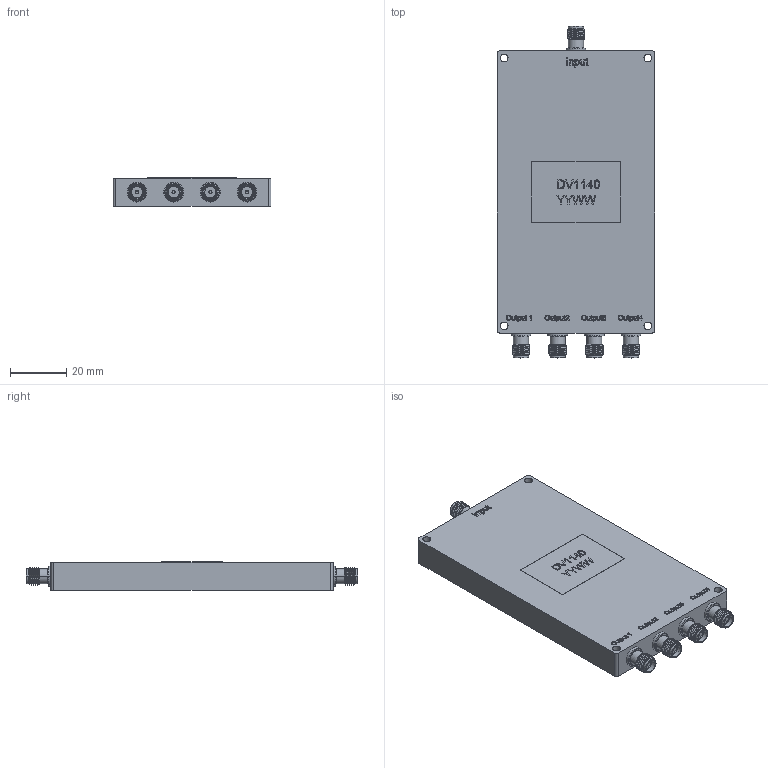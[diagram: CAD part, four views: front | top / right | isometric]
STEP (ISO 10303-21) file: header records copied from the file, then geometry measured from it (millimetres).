
FILE_DESCRIPTION (( 'STEP AP214' ), '1' );
FILE_NAME ('FMDV1140_3D.step', '2023-03-08T23:08:53', ( '' ), ( '' ), 'SwSTEP 2.0', 'SolidWorks 2022', '' );
FILE_SCHEMA (( 'AUTOMOTIVE_DESIGN' ));
Length unit declared in the file: inch
Products named in the file (1): FMDV1140_3D
Bounding box: 56 x 117.7 x 10.08 mm (x, y, z)
Volume: 56773.7 mm3; surface area: 15899.2 mm2
Topology: 1 solids, 1 shells, 870 faces, 2278 edges, 1507 vertices
Faces by surface type: plane 431, bspline 247, cylinder 122, cone 60, torus 10
Entity records: 44224 total; most frequent: CARTESIAN_POINT 24597, ORIENTED_EDGE 4556, DIRECTION 3131, EDGE_CURVE 2278, VERTEX_POINT 1507, LINE 1395, VECTOR 1395, EDGE_LOOP 975
